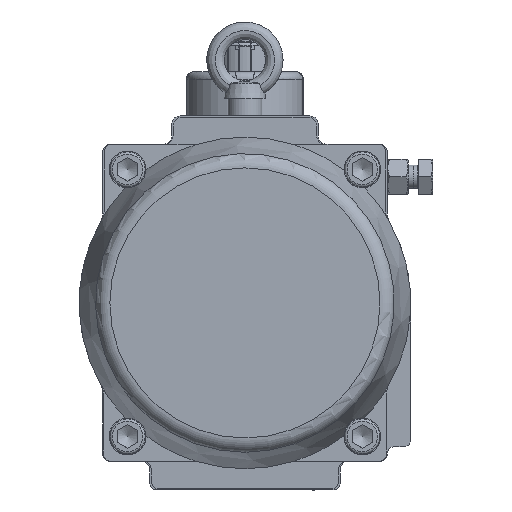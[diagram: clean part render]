
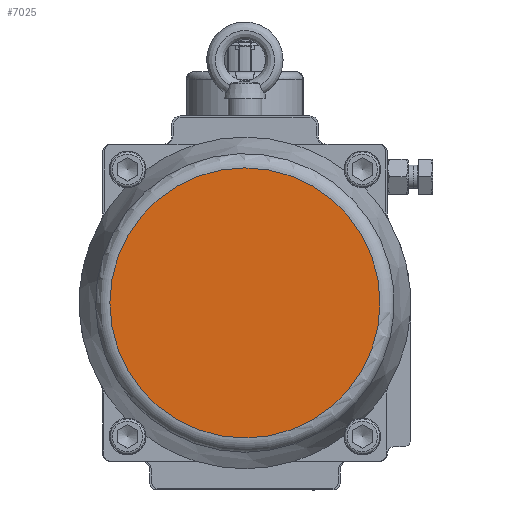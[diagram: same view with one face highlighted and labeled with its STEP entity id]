
A CAD part, front view. The second image highlights one B-rep face of the part: STEP entity #7025.
In plain terms, the highlighted planar face has unit normal (0, -1, 0).
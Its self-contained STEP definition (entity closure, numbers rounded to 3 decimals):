
#5291=FACE_OUTER_BOUND('',#9741,.T.);
#7025=ADVANCED_FACE('',(#5291),#8198,.T.);
#8198=PLANE('',#25299);
#9741=EDGE_LOOP('',(#12655));
#12655=ORIENTED_EDGE('',*,*,#20929,.T.);
#18349=VERTEX_POINT('',#37523);
#20929=EDGE_CURVE('',#18349,#18349,#23728,.T.);
#23728=CIRCLE('',#25298,92.056);
#25298=AXIS2_PLACEMENT_3D('',#37522,#29074,#29075);
#25299=AXIS2_PLACEMENT_3D('',#37524,#29076,#29077);
#29074=DIRECTION('',(0.,-1.,0.));
#29075=DIRECTION('',(0.,0.,-1.));
#29076=DIRECTION('',(0.,-1.,0.));
#29077=DIRECTION('',(0.,0.,-1.));
#37522=CARTESIAN_POINT('',(0.,-81.,0.));
#37523=CARTESIAN_POINT('',(0.,-81.,-92.056));
#37524=CARTESIAN_POINT('',(0.,-81.,0.));
